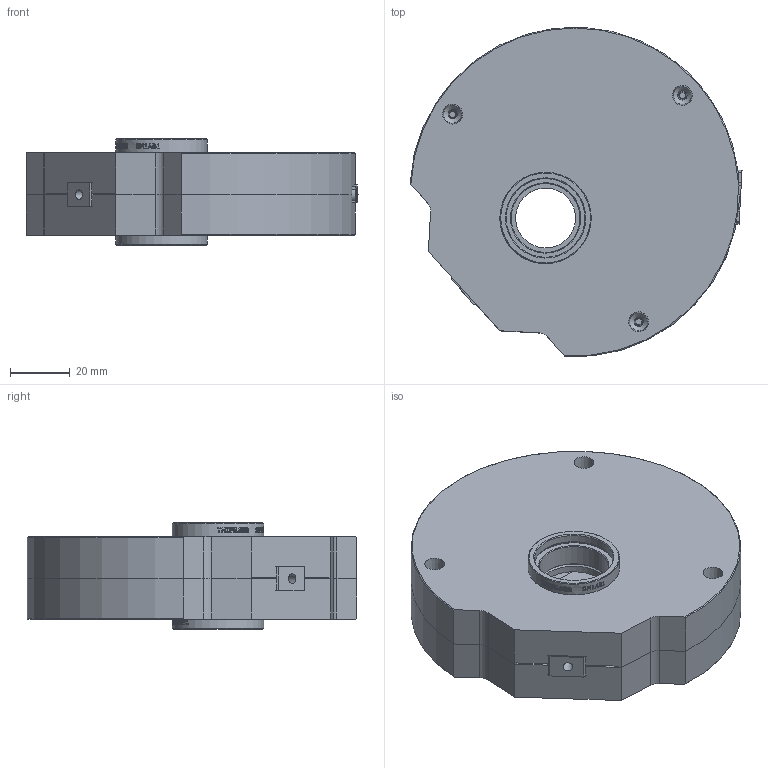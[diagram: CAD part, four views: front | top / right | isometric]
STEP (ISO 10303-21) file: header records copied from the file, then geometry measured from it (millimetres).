
FILE_DESCRIPTION(/* description */ (''),/* implementation_level */ '2;1');
FILE_NAME(/* name */ 'MID14_2025_EXP.stp',/* time_stamp */ '2025-09-29T09:46:31+03:00',/* author */ ('user'),/* organization */ (''),/* preprocessor_version */ 'ST-DEVELOPER v18.1',/* originating_system */ 'Autodesk Inventor 2021',/* authorisation */ '');
FILE_SCHEMA (('CONFIG_CONTROL_DESIGN'));
Products named in the file (26): MID14_2025_EXP; MID14_2025-BASE-01; MID14_2025-13; MID14_2025-61_CAGE4; SM1AB1-Step; MID14_2025-15; ISO 7046-1 - M2,5 x 5 - 4.8 - H; SM1AB2_AP; MID14_2025-60_CAGE4; CONNECT_ASS1; MID14_2025-14-02; m80-5c10805m3; m80-5c10805m3_01; m80-5c10805m3_02; m80-5c10805m3_03; m80-5c10805m3_04; m80-5c10805m3_05; m80-5c10805m3_06; m80-5c10805m3_07; m80-5c10805m3_08; m80-5c10805m3_09; m80-5c10805m3_10; m80-5c10805m3_11; m80-5c10805m3_12; m80-5c10805m3_13; SM1AB1-Apg
Assembly tree (27 placements, depth 4):
  MID14_2025_EXP
    MID14_2025-BASE-01
    MID14_2025-13
    MID14_2025-61_CAGE4
    SM1AB1-Step
    MID14_2025-15
    ISO 7046-1 - M2,5 x 5 - 4.8 - H  x3
    SM1AB2_AP
    MID14_2025-60_CAGE4
    CONNECT_ASS1
      MID14_2025-14-02
      m80-5c10805m3
        m80-5c10805m3_01
        m80-5c10805m3_02
        m80-5c10805m3_03
        m80-5c10805m3_04
        m80-5c10805m3_05
        m80-5c10805m3_06
        m80-5c10805m3_07
        m80-5c10805m3_08
        m80-5c10805m3_09
        m80-5c10805m3_10
        m80-5c10805m3_11
        m80-5c10805m3_12
        m80-5c10805m3_13
    SM1AB1-Apg
Bounding box: 110.77 x 109.83 x 35.4 mm (x, y, z)
Volume: 81796.8 mm3; surface area: 84052 mm2
Topology: 25 solids, 25 shells, 1638 faces, 4117 edges, 2626 vertices
Faces by surface type: plane 573, cylinder 461, bspline 304, cone 281, torus 19
Full cylindrical faces by diameter (mm): 1.567 x4, 2.013 x7, 2.156 x4, 2.2 x2, 2.224 x3, 2.459 x1, 2.5 x3, 2.7 x15, 3.242 x1, 4 x2, 4.7 x3, 5 x10, 6.5 x4, 20 x2, 22.987 x3, 23 x1, 25.4 x3, 25.5 x2, 25.781 x1, 26.289 x3, 26.797 x2, 30 x1, 30.48 x3, 31 x1
Entity records: 80147 total; most frequent: CARTESIAN_POINT 42062, ORIENTED_EDGE 7870, DIRECTION 6976, EDGE_CURVE 3935, AXIS2_PLACEMENT_3D 2530, VERTEX_POINT 2526, LINE 1916, VECTOR 1916
